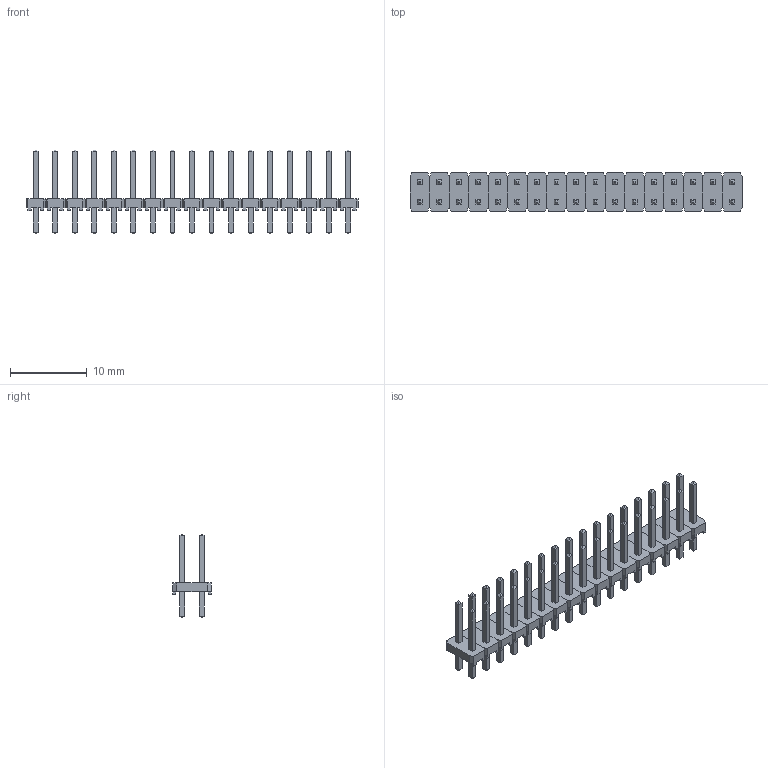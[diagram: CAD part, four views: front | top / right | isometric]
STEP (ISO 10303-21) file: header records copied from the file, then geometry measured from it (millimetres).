
FILE_DESCRIPTION((''),'2;1');
FILE_NAME('SAMTEC_MTLW-117-07-L-D-250.stp','2013-08-27T13:47:57',(''),(''),'Mechanical Desktop 2011','Mechanical Desktop 2011',', , ');
FILE_SCHEMA(('AUTOMOTIVE_DESIGN { 1 2 10303 214 1 1 1 1 }'));
Length unit declared in the file: millimetre
Products named in the file (1): Product
Bounding box: 43.18 x 5.03 x 10.92 mm (x, y, z)
Volume: 378.7 mm3; surface area: 1619.7 mm2
Topology: 85 solids, 85 shells, 1122 faces, 2516 edges, 1564 vertices
Faces by surface type: plane 697, bspline 425
Entity records: 30035 total; most frequent: CARTESIAN_POINT 6478, ORIENTED_EDGE 5032, DIRECTION 3912, VECTOR 2516, LINE 2516, EDGE_CURVE 2516, VERTEX_POINT 1564, EDGE_LOOP 1122
